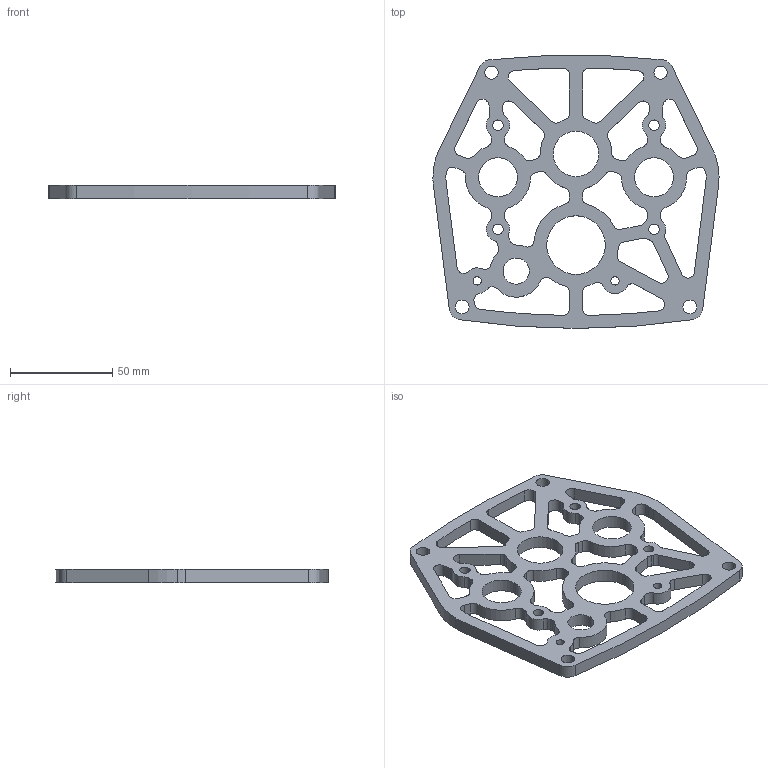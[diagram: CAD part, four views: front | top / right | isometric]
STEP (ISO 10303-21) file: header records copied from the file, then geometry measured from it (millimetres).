
FILE_DESCRIPTION (( 'STEP AP214' ), '1' );
FILE_NAME ('am-3526 Evo Shifter 2 Stage 2 Motor Plate.STEP', '2017-01-06T20:27:36', ( '' ), ( '' ), 'SwSTEP 2.0', 'SolidWorks 2014', '' );
FILE_SCHEMA (( 'AUTOMOTIVE_DESIGN' ));
Length unit declared in the file: inch
Products named in the file (1): am-3526 Evo Shifter 2 Stage 2 Motor Plate
Bounding box: 139.64 x 133.17 x 6.35 mm (x, y, z)
Volume: 51464.1 mm3; surface area: 30270.1 mm2
Topology: 1 solids, 1 shells, 223 faces, 663 edges, 442 vertices
Faces by surface type: cylinder 175, plane 48
Entity records: 7871 total; most frequent: DIRECTION 1461, CARTESIAN_POINT 1329, ORIENTED_EDGE 1326, EDGE_CURVE 663, AXIS2_PLACEMENT_3D 574, VERTEX_POINT 442, CIRCLE 350, LINE 313
